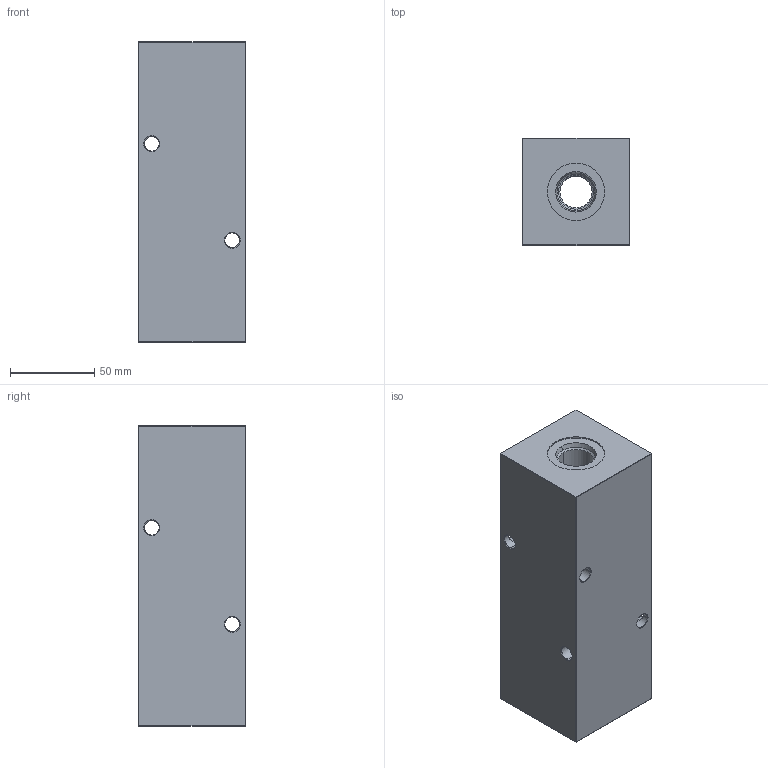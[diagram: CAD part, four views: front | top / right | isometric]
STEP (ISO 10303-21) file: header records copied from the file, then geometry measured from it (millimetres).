
FILE_DESCRIPTION (( 'STEP AP203' ), '1' );
FILE_NAME ('HM-3-90-S-10-6.STEP', '2020-11-09T22:14:13', ( '' ), ( '' ), 'SwSTEP 2.0', 'SolidWorks 2019', '' );
FILE_SCHEMA (( 'CONFIG_CONTROL_DESIGN' ));
Length unit declared in the file: inch
Products named in the file (1): HM-3-90-S-10-6
Bounding box: 63.5 x 63.5 x 177.8 mm (x, y, z)
Volume: 628945.7 mm3; surface area: 73370.6 mm2
Topology: 1 solids, 1 shells, 571 faces, 1460 edges, 938 vertices
Faces by surface type: plane 236, bspline 209, cone 64, cylinder 62
Entity records: 27839 total; most frequent: CARTESIAN_POINT 15305, ORIENTED_EDGE 2920, DIRECTION 1888, EDGE_CURVE 1460, VERTEX_POINT 938, VECTOR 854, LINE 854, EDGE_LOOP 644
